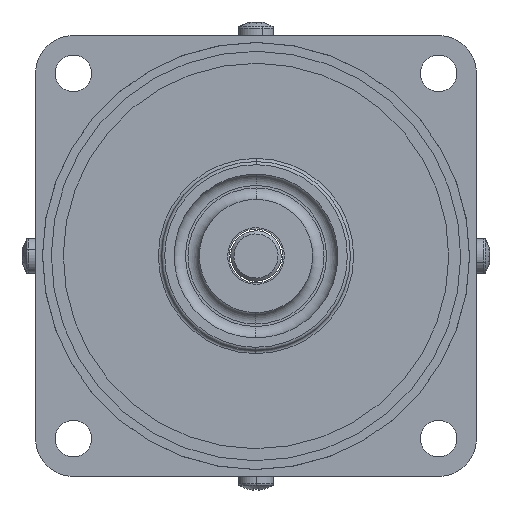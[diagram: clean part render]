
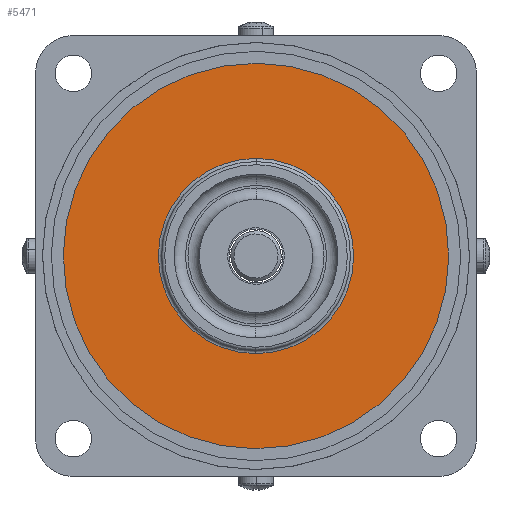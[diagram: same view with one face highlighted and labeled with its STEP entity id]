
A CAD part, front view. The second image highlights one B-rep face of the part: STEP entity #5471.
In plain terms, the highlighted planar face has unit normal (0, -1, 0).
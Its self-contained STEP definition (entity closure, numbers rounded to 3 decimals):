
#270 = CIRCLE ( 'NONE', #1508, 15.5 ) ;
#713 = EDGE_CURVE ( 'NONE', #4903, #5504, #6294, .T. ) ;
#966 = CARTESIAN_POINT ( 'NONE',  ( -33.5, 58.777, 72.5 ) ) ;
#1094 = DIRECTION ( 'NONE',  ( 0., -1., 0. ) ) ;
#1246 = VERTEX_POINT ( 'NONE', #966 ) ;
#1377 = CARTESIAN_POINT ( 'NONE',  ( -33.585, 58.777, 57.4 ) ) ;
#1413 = DIRECTION ( 'NONE',  ( 0.006, 0., 1. ) ) ;
#1508 = AXIS2_PLACEMENT_3D ( 'NONE', #5822, #8655, #2245 ) ;
#1553 = EDGE_CURVE ( 'NONE', #5423, #1246, #3921, .T. ) ;
#1714 = DIRECTION ( 'NONE',  ( 0., -1., 0. ) ) ;
#1962 = ORIENTED_EDGE ( 'NONE', *, *, #1553, .F. ) ;
#2115 = CARTESIAN_POINT ( 'NONE',  ( -33.243, 58.777, 118.6 ) ) ;
#2245 = DIRECTION ( 'NONE',  ( 0.006, 0., 1. ) ) ;
#2789 = CARTESIAN_POINT ( 'NONE',  ( -33.414, 58.777, 88. ) ) ;
#3272 = CARTESIAN_POINT ( 'NONE',  ( -33.327, 58.777, 103.5 ) ) ;
#3387 = CIRCLE ( 'NONE', #8595, 30.6 ) ;
#3505 = FACE_BOUND ( 'NONE', #5918, .T. ) ;
#3537 = AXIS2_PLACEMENT_3D ( 'NONE', #2789, #5667, #8491 ) ;
#3912 = AXIS2_PLACEMENT_3D ( 'NONE', #8156, #1714, #4623 ) ;
#3921 = CIRCLE ( 'NONE', #3912, 15.5 ) ;
#4019 = DIRECTION ( 'NONE',  ( 0.006, 0., 1. ) ) ;
#4623 = DIRECTION ( 'NONE',  ( 0.006, 0., 1. ) ) ;
#4732 = ORIENTED_EDGE ( 'NONE', *, *, #713, .T. ) ;
#4825 = ORIENTED_EDGE ( 'NONE', *, *, #8781, .F. ) ;
#4903 = VERTEX_POINT ( 'NONE', #1377 ) ;
#5028 = CARTESIAN_POINT ( 'NONE',  ( -33.414, 58.777, 88. ) ) ;
#5423 = VERTEX_POINT ( 'NONE', #3272 ) ;
#5471 = ADVANCED_FACE ( 'NONE', ( #3505, #6354 ), #9184, .F. ) ;
#5504 = VERTEX_POINT ( 'NONE', #2115 ) ;
#5667 = DIRECTION ( 'NONE',  ( 0., 1., 0. ) ) ;
#5822 = CARTESIAN_POINT ( 'NONE',  ( -33.414, 58.777, 88. ) ) ;
#5918 = EDGE_LOOP ( 'NONE', ( #1962, #4825 ) ) ;
#6118 = EDGE_CURVE ( 'NONE', #5504, #4903, #3387, .T. ) ;
#6294 = CIRCLE ( 'NONE', #8509, 30.6 ) ;
#6354 = FACE_OUTER_BOUND ( 'NONE', #7049, .T. ) ;
#7049 = EDGE_LOOP ( 'NONE', ( #7611, #4732 ) ) ;
#7562 = CARTESIAN_POINT ( 'NONE',  ( -33.414, 58.777, 88. ) ) ;
#7611 = ORIENTED_EDGE ( 'NONE', *, *, #6118, .T. ) ;
#7864 = DIRECTION ( 'NONE',  ( 0., -1., 0. ) ) ;
#8156 = CARTESIAN_POINT ( 'NONE',  ( -33.414, 58.777, 88. ) ) ;
#8491 = DIRECTION ( 'NONE',  ( -0.006, 0., -1. ) ) ;
#8509 = AXIS2_PLACEMENT_3D ( 'NONE', #5028, #7864, #1413 ) ;
#8595 = AXIS2_PLACEMENT_3D ( 'NONE', #7562, #1094, #4019 ) ;
#8655 = DIRECTION ( 'NONE',  ( 0., -1., 0. ) ) ;
#8781 = EDGE_CURVE ( 'NONE', #1246, #5423, #270, .T. ) ;
#9184 = PLANE ( 'NONE',  #3537 ) ;
